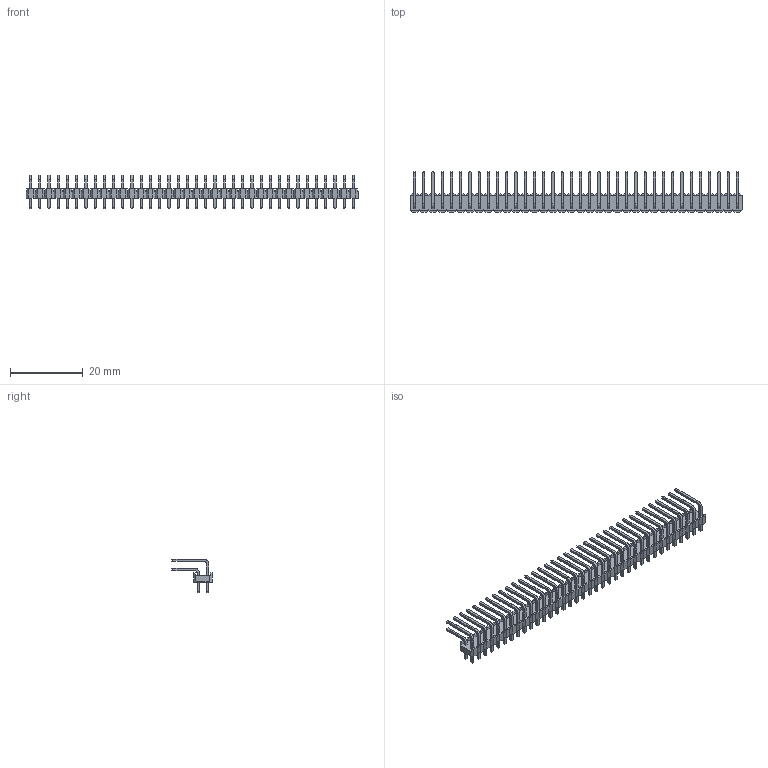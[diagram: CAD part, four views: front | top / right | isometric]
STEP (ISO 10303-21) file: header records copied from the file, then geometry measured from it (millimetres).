
FILE_DESCRIPTION(('STEP AP214'), '1');
FILE_NAME('PLD-R8', '', ('UNSPECIFIED'), ('UNSPECIFIED'), 'ASCON STEP Converter 1.6', 'ASCON Math Kernel', '');
FILE_SCHEMA(('AUTOMOTIVE_DESIGN { 1 0 10303 214 3 1 1}'));
Length unit declared in the file: millimetre
Bounding box: 91.44 x 11.08 x 9.32 mm (x, y, z)
Volume: 1235.8 mm3; surface area: 4086.6 mm2
Topology: 1 solids, 1 shells, 2131 faces, 5274 edges, 3324 vertices
Faces by surface type: plane 1987, cylinder 144
Entity records: 78356 total; most frequent: CARTESIAN_POINT 10730, ORIENTED_EDGE 10548, DIRECTION 9826, EDGE_CURVE 5274, LINE 4986, VECTOR 4986, VERTEX_POINT 3324, AXIS2_PLACEMENT_3D 2420
